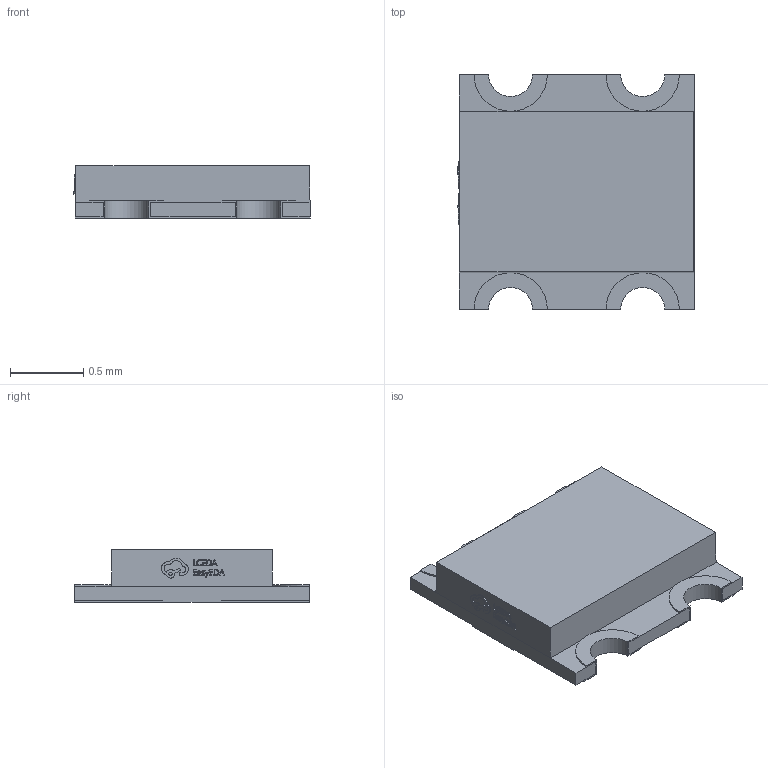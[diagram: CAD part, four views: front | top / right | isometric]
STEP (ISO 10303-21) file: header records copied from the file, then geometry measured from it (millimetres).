
FILE_DESCRIPTION (( 'STEP AP214' ), '1' );
FILE_NAME ('LED-ARRAY-SMD_4P-L1.6-W1.6-H0.4-TL-CW.step', '2022-07-08T11:17:24', ( '' ), ( '' ), 'SwSTEP 2.0', 'SolidWorks 2020', '' );
FILE_SCHEMA (( 'AUTOMOTIVE_DESIGN' ));
Length unit declared in the file: millimetre
Products named in the file (1): LED-ARRAY-SMD_4P-L1.6-W1.6-H0.4-TL-CW
Bounding box: 1.61 x 1.6 x 0.36 mm (x, y, z)
Volume: 0.7 mm3; surface area: 7.1 mm2
Topology: 1 solids, 1 shells, 349 faces, 951 edges, 630 vertices
Faces by surface type: plane 229, bspline 112, cylinder 8
Entity records: 15974 total; most frequent: CARTESIAN_POINT 4035, ORIENTED_EDGE 1902, DIRECTION 1219, EDGE_CURVE 951, LINE 703, VECTOR 703, VERTEX_POINT 630, EDGE_LOOP 375
